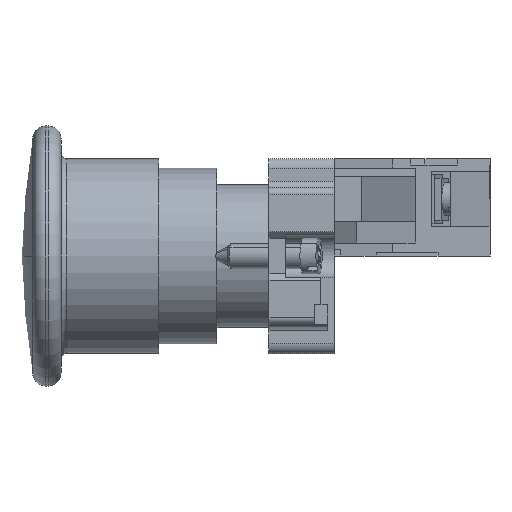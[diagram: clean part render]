
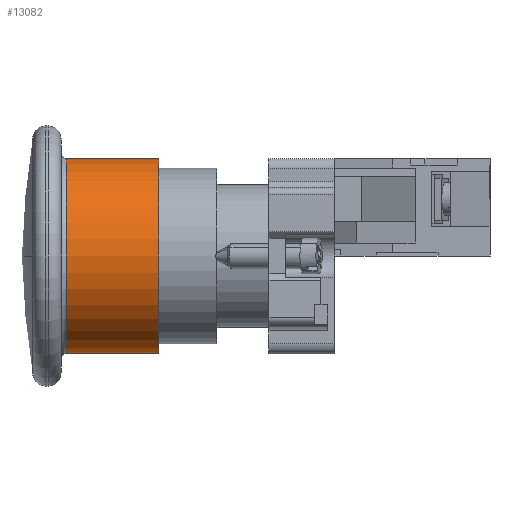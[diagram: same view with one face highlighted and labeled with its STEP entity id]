
A CAD part, left-side view. The second image highlights one B-rep face of the part: STEP entity #13082.
In plain terms, the highlighted cylindrical face has radius 15 mm (diameter 30 mm), a partial arc.
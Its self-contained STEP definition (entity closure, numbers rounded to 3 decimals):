
#531 = DIRECTION ( 'NONE',  ( 0., 0., 1. ) ) ;
#587 = VERTEX_POINT ( 'NONE', #11775 ) ;
#625 = DIRECTION ( 'NONE',  ( 0., 0., 1. ) ) ;
#1788 = AXIS2_PLACEMENT_3D ( 'NONE', #6175, #13773, #7271 ) ;
#1853 = LINE ( 'NONE', #10683, #13389 ) ;
#2790 = EDGE_LOOP ( 'NONE', ( #8548, #7890, #12472, #8882 ) ) ;
#2843 = EDGE_CURVE ( 'NONE', #4685, #12109, #12577, .T. ) ;
#4144 = VERTEX_POINT ( 'NONE', #6222 ) ;
#4426 = FACE_OUTER_BOUND ( 'NONE', #2790, .T. ) ;
#4685 = VERTEX_POINT ( 'NONE', #8834 ) ;
#5177 = AXIS2_PLACEMENT_3D ( 'NONE', #13506, #7034, #531 ) ;
#5629 = EDGE_CURVE ( 'NONE', #587, #4144, #11748, .T. ) ;
#5675 = CARTESIAN_POINT ( 'NONE',  ( 0., 38.162, 15. ) ) ;
#6175 = CARTESIAN_POINT ( 'NONE',  ( 0., 27., 0. ) ) ;
#6222 = CARTESIAN_POINT ( 'NONE',  ( 0., 41.2, -15. ) ) ;
#7034 = DIRECTION ( 'NONE',  ( 0., -1., 0. ) ) ;
#7076 = EDGE_CURVE ( 'NONE', #12109, #587, #8627, .T. ) ;
#7136 = CARTESIAN_POINT ( 'NONE',  ( 0., 38.162, 0. ) ) ;
#7271 = DIRECTION ( 'NONE',  ( 0., 0., 1. ) ) ;
#7890 = ORIENTED_EDGE ( 'NONE', *, *, #2843, .T. ) ;
#8548 = ORIENTED_EDGE ( 'NONE', *, *, #11004, .F. ) ;
#8602 = CARTESIAN_POINT ( 'NONE',  ( 0., 27., 15. ) ) ;
#8621 = AXIS2_PLACEMENT_3D ( 'NONE', #7136, #12524, #625 ) ;
#8627 = LINE ( 'NONE', #5675, #11533 ) ;
#8834 = CARTESIAN_POINT ( 'NONE',  ( 0., 27., -15. ) ) ;
#8882 = ORIENTED_EDGE ( 'NONE', *, *, #5629, .T. ) ;
#9197 = CYLINDRICAL_SURFACE ( 'NONE', #8621, 15. ) ;
#10683 = CARTESIAN_POINT ( 'NONE',  ( 0., 38.162, -15. ) ) ;
#11004 = EDGE_CURVE ( 'NONE', #4685, #4144, #1853, .T. ) ;
#11533 = VECTOR ( 'NONE', #13288, 1000. ) ;
#11748 = CIRCLE ( 'NONE', #5177, 15. ) ;
#11768 = DIRECTION ( 'NONE',  ( 0., 1., 0. ) ) ;
#11775 = CARTESIAN_POINT ( 'NONE',  ( 0., 41.2, 15. ) ) ;
#12109 = VERTEX_POINT ( 'NONE', #8602 ) ;
#12472 = ORIENTED_EDGE ( 'NONE', *, *, #7076, .T. ) ;
#12524 = DIRECTION ( 'NONE',  ( 0., 1., 0. ) ) ;
#12577 = CIRCLE ( 'NONE', #1788, 15. ) ;
#13082 = ADVANCED_FACE ( 'NONE', ( #4426 ), #9197, .T. ) ;
#13288 = DIRECTION ( 'NONE',  ( 0., 1., 0. ) ) ;
#13389 = VECTOR ( 'NONE', #11768, 1000. ) ;
#13506 = CARTESIAN_POINT ( 'NONE',  ( 0., 41.2, 0. ) ) ;
#13773 = DIRECTION ( 'NONE',  ( 0., 1., 0. ) ) ;
